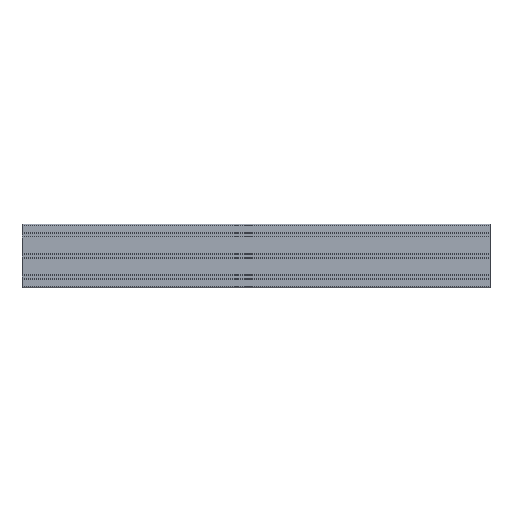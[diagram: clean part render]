
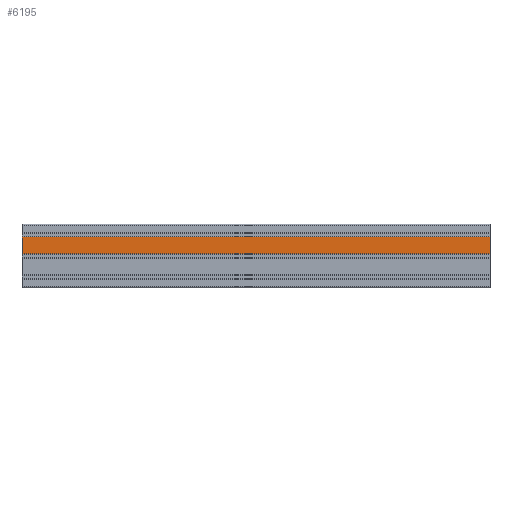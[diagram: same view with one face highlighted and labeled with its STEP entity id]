
A CAD part, top view. The second image highlights one B-rep face of the part: STEP entity #6195.
In plain terms, the highlighted planar face has unit normal (0, 0, 1).
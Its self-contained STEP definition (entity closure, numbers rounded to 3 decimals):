
#279=FACE_OUTER_BOUND('',#602,.T.);
#602=EDGE_LOOP('',(#4718,#4719,#4720,#4721));
#872=LINE('',#9058,#1522);
#1136=LINE('',#9942,#1786);
#1137=LINE('',#9946,#1787);
#1138=LINE('',#9947,#1788);
#1522=VECTOR('',#7130,1.);
#1786=VECTOR('',#7934,1.);
#1787=VECTOR('',#7939,1.);
#1788=VECTOR('',#7940,1.);
#2501=VERTEX_POINT('',#9055);
#2502=VERTEX_POINT('',#9057);
#2852=VERTEX_POINT('',#9941);
#2853=VERTEX_POINT('',#9945);
#3143=EDGE_CURVE('',#2502,#2501,#872,.T.);
#3585=EDGE_CURVE('',#2852,#2502,#1136,.T.);
#3587=EDGE_CURVE('',#2853,#2501,#1137,.T.);
#3588=EDGE_CURVE('',#2853,#2852,#1138,.T.);
#4718=ORIENTED_EDGE('',*,*,#3143,.T.);
#4719=ORIENTED_EDGE('',*,*,#3587,.F.);
#4720=ORIENTED_EDGE('',*,*,#3588,.T.);
#4721=ORIENTED_EDGE('',*,*,#3585,.T.);
#5981=PLANE('',#6715);
#6195=ADVANCED_FACE('',(#279),#5981,.T.);
#6715=AXIS2_PLACEMENT_3D('',#9944,#7937,#7938);
#7130=DIRECTION('',(0.,1.,0.));
#7934=DIRECTION('',(1.,0.,0.));
#7937=DIRECTION('center_axis',(0.,0.,1.));
#7938=DIRECTION('ref_axis',(0.,-1.,0.));
#7939=DIRECTION('',(1.,0.,0.));
#7940=DIRECTION('',(0.,-1.,0.));
#9055=CARTESIAN_POINT('',(1000.,108.1,45.));
#9057=CARTESIAN_POINT('',(1000.,71.9,45.));
#9058=CARTESIAN_POINT('',(1000.,87.8,45.));
#9941=CARTESIAN_POINT('',(0.,71.9,45.));
#9942=CARTESIAN_POINT('',(0.,71.9,45.));
#9944=CARTESIAN_POINT('Origin',(0.,108.1,45.));
#9945=CARTESIAN_POINT('',(0.,108.1,45.));
#9946=CARTESIAN_POINT('',(0.,108.1,45.));
#9947=CARTESIAN_POINT('',(0.,108.1,45.));
